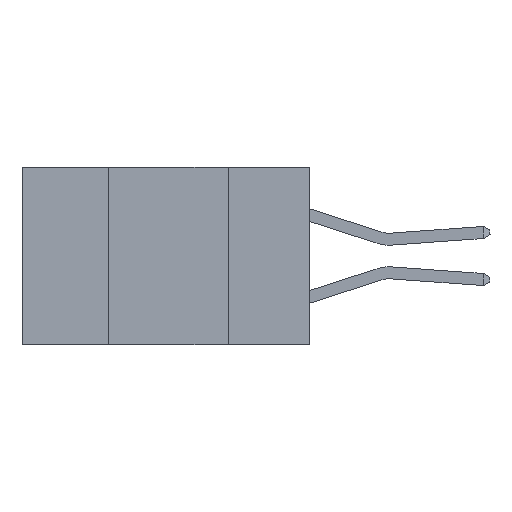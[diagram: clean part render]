
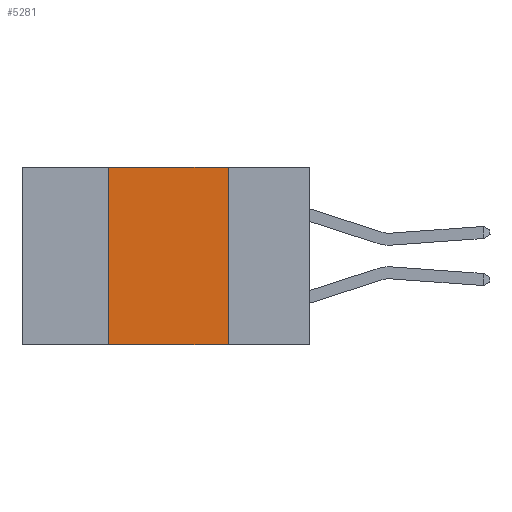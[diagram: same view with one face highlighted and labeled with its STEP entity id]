
A CAD part, left-side view. The second image highlights one B-rep face of the part: STEP entity #5281.
In plain terms, the highlighted planar face has unit normal (-1, 0, 0).
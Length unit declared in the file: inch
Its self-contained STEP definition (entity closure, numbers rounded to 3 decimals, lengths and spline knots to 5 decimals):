
#663 = ORIENTED_EDGE ( 'NONE', *, *, #12763, .F. ) ;
#781 = VERTEX_POINT ( 'NONE', #13652 ) ;
#812 = VECTOR ( 'NONE', #13780, 39.37008 ) ;
#1352 = CARTESIAN_POINT ( 'NONE',  ( 0., 0.17, 0. ) ) ;
#1558 = VECTOR ( 'NONE', #7070, 39.37008 ) ;
#1617 = CARTESIAN_POINT ( 'NONE',  ( 0., 0.17, 0. ) ) ;
#2136 = ORIENTED_EDGE ( 'NONE', *, *, #3873, .F. ) ;
#2184 = VERTEX_POINT ( 'NONE', #1617 ) ;
#2591 = VECTOR ( 'NONE', #7664, 39.37008 ) ;
#2932 = DIRECTION ( 'NONE',  ( 0., 0., -1. ) ) ;
#2968 = DIRECTION ( 'NONE',  ( 1., 0., 0. ) ) ;
#2992 = CARTESIAN_POINT ( 'NONE',  ( 0., 0.6, 0. ) ) ;
#3872 = ORIENTED_EDGE ( 'NONE', *, *, #11395, .T. ) ;
#3873 = EDGE_CURVE ( 'NONE', #781, #2184, #12764, .T. ) ;
#4633 = VERTEX_POINT ( 'NONE', #7917 ) ;
#4692 = AXIS2_PLACEMENT_3D ( 'NONE', #2992, #2968, #2932 ) ;
#5281 = ADVANCED_FACE ( 'NONE', ( #6476 ), #14377, .F. ) ;
#5544 = CARTESIAN_POINT ( 'NONE',  ( 0., 0.6, 0. ) ) ;
#6476 = FACE_OUTER_BOUND ( 'NONE', #10054, .T. ) ;
#7070 = DIRECTION ( 'NONE',  ( 0., 0., 1. ) ) ;
#7664 = DIRECTION ( 'NONE',  ( 0., 0., -1. ) ) ;
#7917 = CARTESIAN_POINT ( 'NONE',  ( 0., 0.17, -0.37 ) ) ;
#8418 = LINE ( 'NONE', #16017, #1558 ) ;
#8604 = ORIENTED_EDGE ( 'NONE', *, *, #13074, .F. ) ;
#9415 = LINE ( 'NONE', #1352, #2591 ) ;
#10054 = EDGE_LOOP ( 'NONE', ( #663, #2136, #8604, #3872 ) ) ;
#10611 = VECTOR ( 'NONE', #12267, 39.37008 ) ;
#10710 = LINE ( 'NONE', #12499, #812 ) ;
#11395 = EDGE_CURVE ( 'NONE', #14609, #4633, #10710, .T. ) ;
#12267 = DIRECTION ( 'NONE',  ( 0., -1., 0. ) ) ;
#12499 = CARTESIAN_POINT ( 'NONE',  ( 0., 0.6, -0.37 ) ) ;
#12763 = EDGE_CURVE ( 'NONE', #2184, #4633, #9415, .T. ) ;
#12764 = LINE ( 'NONE', #5544, #10611 ) ;
#13074 = EDGE_CURVE ( 'NONE', #14609, #781, #8418, .T. ) ;
#13652 = CARTESIAN_POINT ( 'NONE',  ( 0., 0.42, 0. ) ) ;
#13780 = DIRECTION ( 'NONE',  ( 0., -1., 0. ) ) ;
#14377 = PLANE ( 'NONE',  #4692 ) ;
#14609 = VERTEX_POINT ( 'NONE', #16646 ) ;
#16017 = CARTESIAN_POINT ( 'NONE',  ( 0., 0.42, 0. ) ) ;
#16646 = CARTESIAN_POINT ( 'NONE',  ( 0., 0.42, -0.37 ) ) ;
